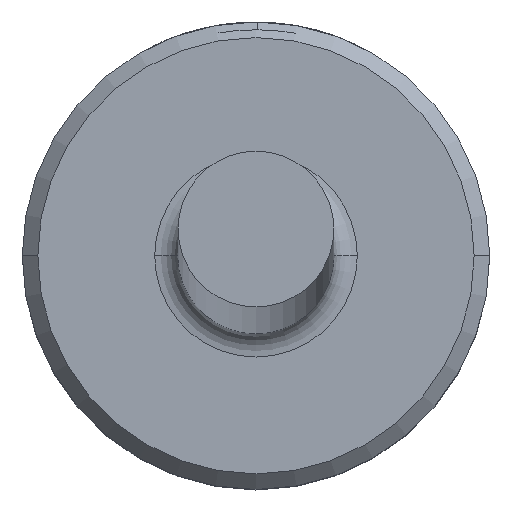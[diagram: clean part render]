
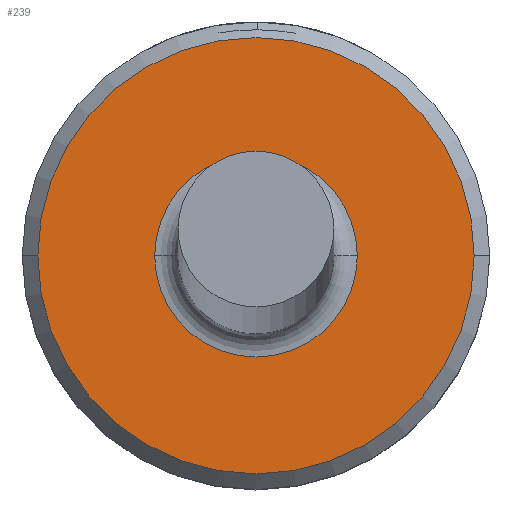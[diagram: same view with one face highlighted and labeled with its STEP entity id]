
A CAD part, top view. The second image highlights one B-rep face of the part: STEP entity #239.
In plain terms, the highlighted planar face has unit normal (0, 0, 1).
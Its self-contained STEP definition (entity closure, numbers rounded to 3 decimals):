
#3 = CARTESIAN_POINT ( 'NONE',  ( 2.8, 0., 4. ) ) ;
#6 = ORIENTED_EDGE ( 'NONE', *, *, #249, .T. ) ;
#24 = CARTESIAN_POINT ( 'NONE',  ( -1.3, 0., 4. ) ) ;
#95 = EDGE_CURVE ( 'NONE', #768, #749, #555, .T. ) ;
#96 = ORIENTED_EDGE ( 'NONE', *, *, #95, .T. ) ;
#189 = AXIS2_PLACEMENT_3D ( 'NONE', #1044, #516, #1122 ) ;
#239 = ADVANCED_FACE ( 'NONE', ( #1059, #1086 ), #800, .T. ) ;
#249 = EDGE_CURVE ( 'NONE', #423, #314, #586, .T. ) ;
#314 = VERTEX_POINT ( 'NONE', #3 ) ;
#420 = CARTESIAN_POINT ( 'NONE',  ( -2.8, 0., 4. ) ) ;
#423 = VERTEX_POINT ( 'NONE', #420 ) ;
#435 = EDGE_CURVE ( 'NONE', #314, #423, #658, .T. ) ;
#445 = DIRECTION ( 'NONE',  ( 0., 0., 1. ) ) ;
#446 = EDGE_LOOP ( 'NONE', ( #605, #96 ) ) ;
#490 = AXIS2_PLACEMENT_3D ( 'NONE', #972, #445, #1062 ) ;
#516 = DIRECTION ( 'NONE',  ( 0., 0., -1. ) ) ;
#555 = CIRCLE ( 'NONE', #1011, 1.3 ) ;
#563 = CIRCLE ( 'NONE', #189, 1.3 ) ;
#586 = CIRCLE ( 'NONE', #1153, 2.8 ) ;
#605 = ORIENTED_EDGE ( 'NONE', *, *, #987, .T. ) ;
#615 = DIRECTION ( 'NONE',  ( 1., 0., 0. ) ) ;
#658 = CIRCLE ( 'NONE', #490, 2.8 ) ;
#694 = DIRECTION ( 'NONE',  ( 0., 0., 1. ) ) ;
#698 = CARTESIAN_POINT ( 'NONE',  ( 0., 0., 4. ) ) ;
#707 = DIRECTION ( 'NONE',  ( 1., 0., 0. ) ) ;
#749 = VERTEX_POINT ( 'NONE', #24 ) ;
#761 = CARTESIAN_POINT ( 'NONE',  ( 1.3, 0., 4. ) ) ;
#768 = VERTEX_POINT ( 'NONE', #761 ) ;
#792 = CARTESIAN_POINT ( 'NONE',  ( 0., 0., 4. ) ) ;
#800 = PLANE ( 'NONE',  #1045 ) ;
#814 = ORIENTED_EDGE ( 'NONE', *, *, #435, .T. ) ;
#856 = EDGE_LOOP ( 'NONE', ( #6, #814 ) ) ;
#972 = CARTESIAN_POINT ( 'NONE',  ( 0., 0., 4. ) ) ;
#973 = DIRECTION ( 'NONE',  ( 0., 0., 1. ) ) ;
#987 = EDGE_CURVE ( 'NONE', #749, #768, #563, .T. ) ;
#1011 = AXIS2_PLACEMENT_3D ( 'NONE', #1020, #1018, #1012 ) ;
#1012 = DIRECTION ( 'NONE',  ( -1., 0., 0. ) ) ;
#1018 = DIRECTION ( 'NONE',  ( 0., 0., -1. ) ) ;
#1020 = CARTESIAN_POINT ( 'NONE',  ( 0., 0., 4. ) ) ;
#1044 = CARTESIAN_POINT ( 'NONE',  ( 0., 0., 4. ) ) ;
#1045 = AXIS2_PLACEMENT_3D ( 'NONE', #792, #973, #707 ) ;
#1059 = FACE_OUTER_BOUND ( 'NONE', #856, .T. ) ;
#1062 = DIRECTION ( 'NONE',  ( 1., 0., 0. ) ) ;
#1086 = FACE_BOUND ( 'NONE', #446, .T. ) ;
#1122 = DIRECTION ( 'NONE',  ( -1., 0., 0. ) ) ;
#1153 = AXIS2_PLACEMENT_3D ( 'NONE', #698, #694, #615 ) ;
